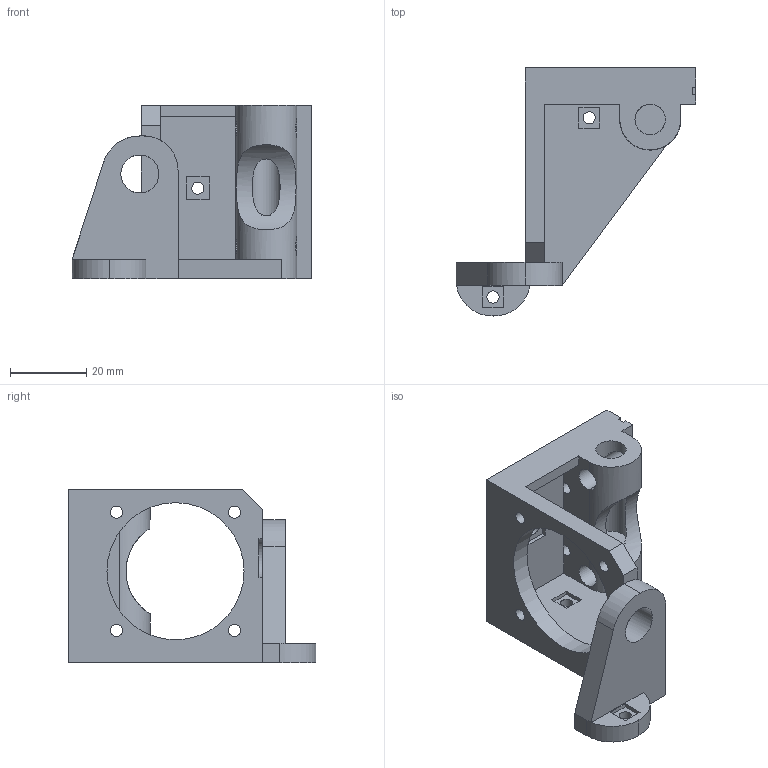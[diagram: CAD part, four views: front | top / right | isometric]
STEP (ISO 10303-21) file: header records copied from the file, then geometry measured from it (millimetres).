
FILE_DESCRIPTION(/* description */ (''),/* implementation_level */ '2;1');
FILE_NAME(/* name */ 'xy_motor_carrier_right.step',/* time_stamp */ '2017-07-11T09:31:51+02:00',/* author */ (''),/* organization */ (''),/* preprocessor_version */ 'ST-DEVELOPER v16.13',/* originating_system */ 'Autodesk Translation Framework v6.1.1.50',/* authorisation */ '');
FILE_SCHEMA (('AUTOMOTIVE_DESIGN { 1 0 10303 214 3 1 1 }'));
Length unit declared in the file: millimetre
Products named in the file (1): xy_motor_carrier_right v8
Bounding box: 62.96 x 65.02 x 45.5 mm (x, y, z)
Volume: 32580.8 mm3; surface area: 15712.8 mm2
Topology: 1 solids, 1 shells, 79 faces, 229 edges, 151 vertices
Faces by surface type: plane 56, cylinder 23
Full cylindrical faces by diameter (mm): 3.2 x11, 6 x3, 8 x1, 10 x1, 36 x1
Entity records: 3658 total; most frequent: CARTESIAN_POINT 1575, ORIENTED_EDGE 406, DIRECTION 403, EDGE_CURVE 203, LINE 145, VECTOR 145, VERTEX_POINT 143, EDGE_LOOP 130
